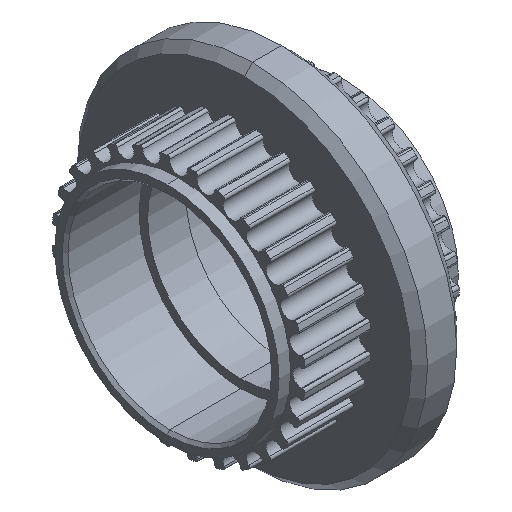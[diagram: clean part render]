
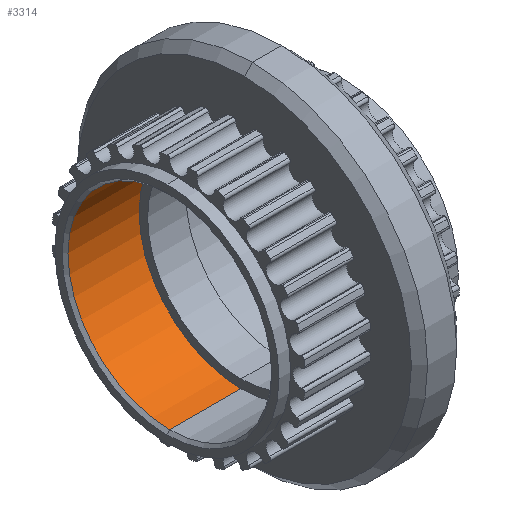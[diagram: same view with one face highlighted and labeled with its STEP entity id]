
A CAD part, isometric view. The second image highlights one B-rep face of the part: STEP entity #3314.
In plain terms, the highlighted cylindrical face has radius 17.462 mm (diameter 34.925 mm), a partial arc.
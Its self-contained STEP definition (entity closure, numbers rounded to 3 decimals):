
#247 = EDGE_CURVE ( 'NONE', #8337, #6836, #7170, .T. ) ;
#407 = VERTEX_POINT ( 'NONE', #5706 ) ;
#506 = EDGE_CURVE ( 'NONE', #8337, #4400, #6021, .T. ) ;
#1297 = CARTESIAN_POINT ( 'NONE',  ( -72.013, 0., -17.462 ) ) ;
#1327 = AXIS2_PLACEMENT_3D ( 'NONE', #8114, #5844, #1546 ) ;
#1546 = DIRECTION ( 'NONE',  ( 0., 0., 1. ) ) ;
#1898 = CARTESIAN_POINT ( 'NONE',  ( -3.326, 0., 0. ) ) ;
#2382 = AXIS2_PLACEMENT_3D ( 'NONE', #1898, #9975, #2559 ) ;
#2559 = DIRECTION ( 'NONE',  ( 0., 0., -1. ) ) ;
#2789 = EDGE_CURVE ( 'NONE', #407, #6836, #10697, .T. ) ;
#3013 = EDGE_CURVE ( 'NONE', #4400, #407, #3829, .T. ) ;
#3057 = ORIENTED_EDGE ( 'NONE', *, *, #3013, .T. ) ;
#3314 = ADVANCED_FACE ( 'NONE', ( #3544 ), #10042, .F. ) ;
#3478 = ORIENTED_EDGE ( 'NONE', *, *, #506, .T. ) ;
#3544 = FACE_OUTER_BOUND ( 'NONE', #3742, .T. ) ;
#3742 = EDGE_LOOP ( 'NONE', ( #5908, #3478, #3057, #4712 ) ) ;
#3775 = CARTESIAN_POINT ( 'NONE',  ( -72.013, 0., 17.462 ) ) ;
#3829 = LINE ( 'NONE', #3775, #9574 ) ;
#3876 = VECTOR ( 'NONE', #5384, 1000. ) ;
#4202 = CARTESIAN_POINT ( 'NONE',  ( -3.326, 0., 17.462 ) ) ;
#4400 = VERTEX_POINT ( 'NONE', #4202 ) ;
#4687 = DIRECTION ( 'NONE',  ( -1., 0., 0. ) ) ;
#4712 = ORIENTED_EDGE ( 'NONE', *, *, #2789, .T. ) ;
#4918 = CARTESIAN_POINT ( 'NONE',  ( -3.326, 0., -17.462 ) ) ;
#5068 = DIRECTION ( 'NONE',  ( 0., 0., 1. ) ) ;
#5384 = DIRECTION ( 'NONE',  ( -1., 0., 0. ) ) ;
#5706 = CARTESIAN_POINT ( 'NONE',  ( -15.51, 0., 17.462 ) ) ;
#5844 = DIRECTION ( 'NONE',  ( -1., 0., 0. ) ) ;
#5908 = ORIENTED_EDGE ( 'NONE', *, *, #247, .F. ) ;
#6021 = CIRCLE ( 'NONE', #2382, 17.462 ) ;
#6114 = AXIS2_PLACEMENT_3D ( 'NONE', #6849, #9992, #5068 ) ;
#6836 = VERTEX_POINT ( 'NONE', #7781 ) ;
#6849 = CARTESIAN_POINT ( 'NONE',  ( -72.013, 0., 0. ) ) ;
#7170 = LINE ( 'NONE', #1297, #3876 ) ;
#7781 = CARTESIAN_POINT ( 'NONE',  ( -15.51, 0., -17.462 ) ) ;
#8114 = CARTESIAN_POINT ( 'NONE',  ( -15.51, 0., 0. ) ) ;
#8337 = VERTEX_POINT ( 'NONE', #4918 ) ;
#9574 = VECTOR ( 'NONE', #4687, 1000. ) ;
#9975 = DIRECTION ( 'NONE',  ( 1., 0., 0. ) ) ;
#9992 = DIRECTION ( 'NONE',  ( -1., 0., 0. ) ) ;
#10042 = CYLINDRICAL_SURFACE ( 'NONE', #6114, 17.462 ) ;
#10697 = CIRCLE ( 'NONE', #1327, 17.462 ) ;
